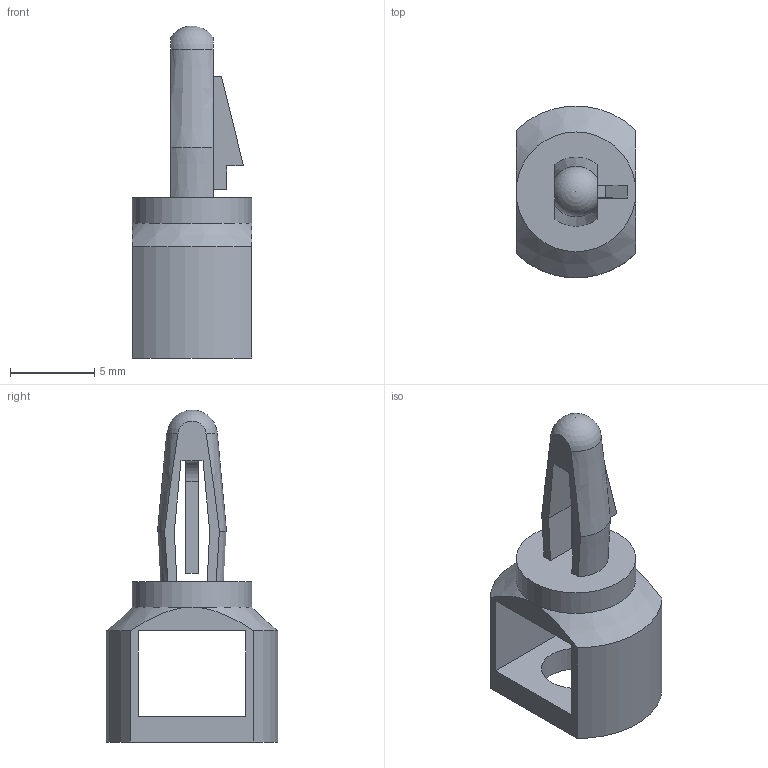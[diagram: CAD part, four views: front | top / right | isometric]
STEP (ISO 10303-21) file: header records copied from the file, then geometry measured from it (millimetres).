
FILE_DESCRIPTION(/* description */ ('Unknown'),/* implementation_level */ '2;1');
FILE_NAME(/* name */ '709851000',/* time_stamp */ '2019-01-18T12:31:52+01:00',/* author */ ('Unknown'),/* organization */ ('Unknown'),/* preprocessor_version */ 'ST-DEVELOPER v16.7',/* originating_system */ 'DEX',/* authorisation */ $);
FILE_SCHEMA (('AUTOMOTIVE_DESIGN {1 0 10303 214 3 1 1}'));
Length unit declared in the file: millimetre
Products named in the file (1): 709851000
Bounding box: 7.1 x 10.16 x 19.7 mm (x, y, z)
Volume: 378.4 mm3; surface area: 640.9 mm2
Topology: 1 solids, 1 shells, 36 faces, 101 edges, 66 vertices
Faces by surface type: plane 24, cone 6, cylinder 5, sphere 1
Full cylindrical faces by diameter (mm): 4.1 x1, 7.1 x1
Entity records: 1170 total; most frequent: CARTESIAN_POINT 235, ORIENTED_EDGE 190, DIRECTION 178, EDGE_CURVE 95, VERTEX_POINT 63, LINE 62, VECTOR 62, AXIS2_PLACEMENT_3D 58
